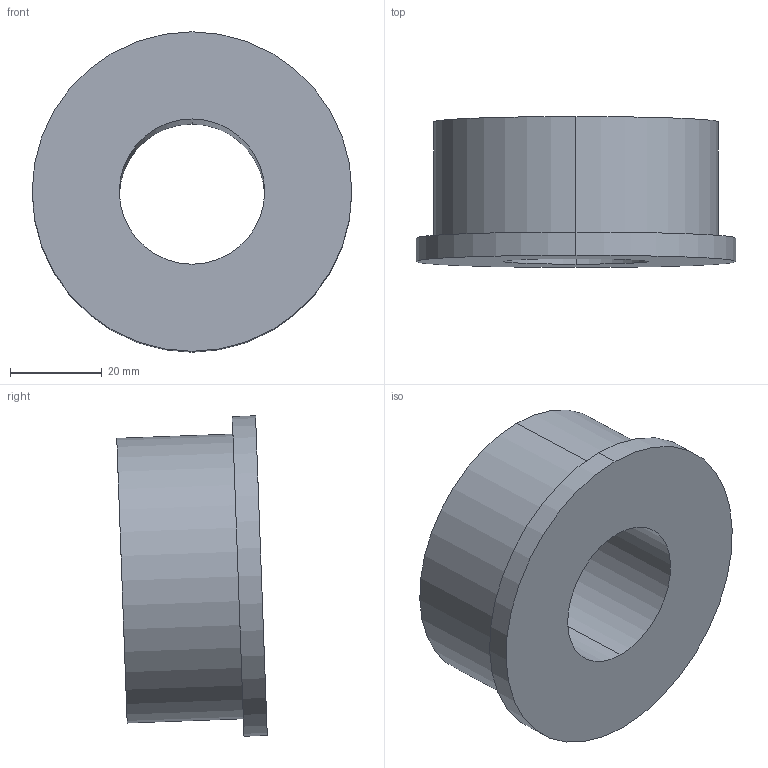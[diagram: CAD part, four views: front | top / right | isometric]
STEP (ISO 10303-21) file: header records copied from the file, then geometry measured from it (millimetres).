
FILE_DESCRIPTION (( 'STEP AP203' ), '1' );
FILE_NAME ('LeftToothbarActCyl_Secondary.STEP', '2023-07-27T05:56:57', ( '' ), ( '' ), 'SwSTEP 2.0', 'SolidWorks 2021', '' );
FILE_SCHEMA (( 'CONFIG_CONTROL_DESIGN' ));
Length unit declared in the file: centimetre
Products named in the file (5): Part 5-1; Grapple Cylinder _1_; LeftToothbarActCyl_Secondary; Lift Arm _1_; Grapple Rake _1_
Assembly tree (4 placements, depth 5):
  LeftToothbarActCyl_Secondary
    Lift Arm _1_
      Grapple Rake _1_
        Grapple Cylinder _1_
          Part 5-1
Bounding box: 69.85 x 32.87 x 69.99 mm (x, y, z)
Volume: 72588.9 mm3; surface area: 15201.2 mm2
Topology: 1 solids, 1 shells, 9 faces, 18 edges, 12 vertices
Faces by surface type: cylinder 6, plane 3
Entity records: 783 total; most frequent: DIRECTION 68, CARTESIAN_POINT 49, PERSON_AND_ORGANIZATION 44, ORIENTED_EDGE 36, LOCAL_TIME 33, DATE_AND_TIME 33, COORDINATED_UNIVERSAL_TIME_OFFSET 33, CALENDAR_DATE 33
